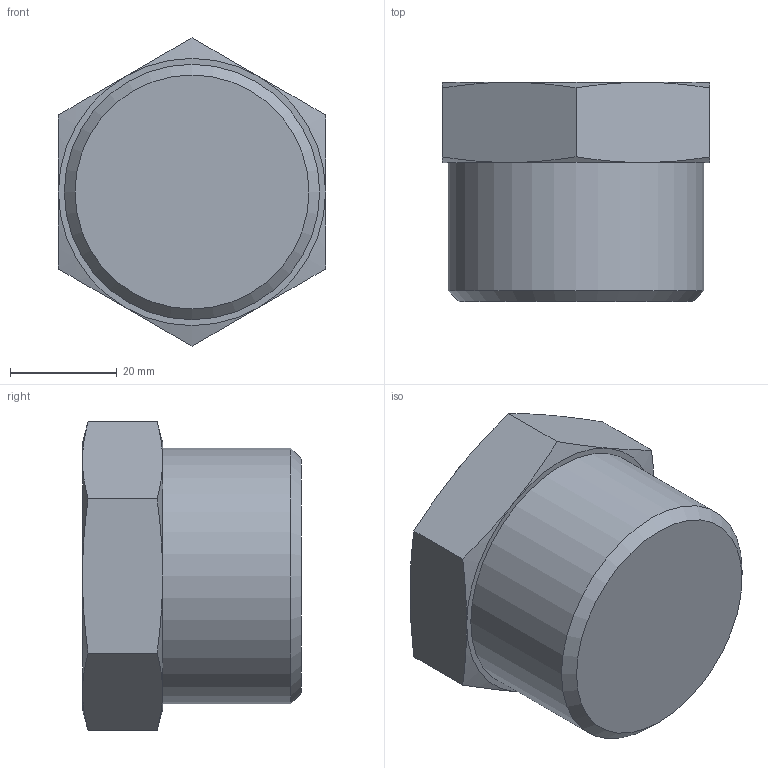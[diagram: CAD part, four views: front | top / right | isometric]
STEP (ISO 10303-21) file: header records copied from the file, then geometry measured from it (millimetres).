
FILE_DESCRIPTION(/* description */ (''),/* implementation_level */ '2;1');
FILE_NAME(/* name */ '31423W.stp',/* time_stamp */ '2018-02-06T13:56:39+01:00',/* author */ ('acgl'),/* organization */ (''),/* preprocessor_version */ 'ST-DEVELOPER v15.6',/* originating_system */ 'Autodesk Inventor 2015',/* authorisation */ '');
FILE_SCHEMA (('AUTOMOTIVE_DESIGN { 1 0 10303 214 3 1 1 }'));
Length unit declared in the file: centimetre
Products named in the file (1): 31423W
Bounding box: 50 x 41 x 57.73 mm (x, y, z)
Volume: 78633.3 mm3; surface area: 10585.4 mm2
Topology: 1 solids, 1 shells, 27 faces, 53 edges, 31 vertices
Faces by surface type: cone 13, plane 11, cylinder 3
Full cylindrical faces by diameter (mm): 5.5 x1, 10.1 x1, 47.803 x1
Entity records: 696 total; most frequent: CARTESIAN_POINT 156, DIRECTION 100, ORIENTED_EDGE 98, EDGE_CURVE 49, AXIS2_PLACEMENT_3D 47, EDGE_LOOP 34, VERTEX_POINT 31, STYLED_ITEM 28
